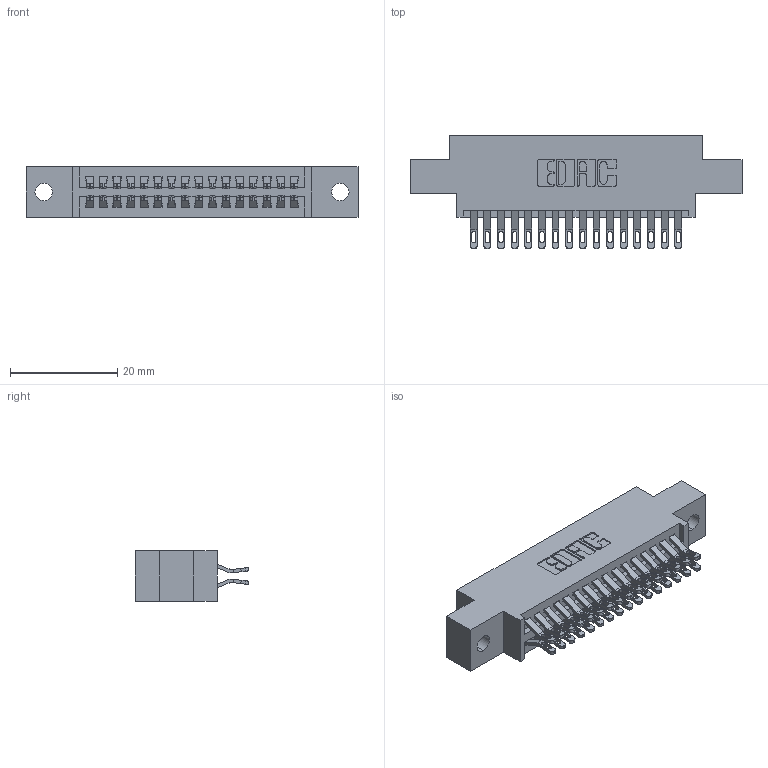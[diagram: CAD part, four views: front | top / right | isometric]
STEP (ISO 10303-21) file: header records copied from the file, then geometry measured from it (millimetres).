
FILE_DESCRIPTION (( 'STEP AP203' ), '1' );
FILE_NAME ('345-032-555-802.STEP', '2018-08-24T08:24:31', ( '' ), ( '' ), 'SwSTEP 2.0', 'SolidWorks 2016', '' );
FILE_SCHEMA (( 'CONFIG_CONTROL_DESIGN' ));
Length unit declared in the file: inch
Products named in the file (3): 345 Part_0.170 Offset - 0.128 Dia; 345-292-001_555 Tail; 345-032-555-802
Assembly tree (33 placements, depth 2):
  345-032-555-802
    345 Part_0.170 Offset - 0.128 Dia
    345-292-001_555 Tail  x32
Bounding box: 61.85 x 21.13 x 9.4 mm (x, y, z)
Volume: 5709.5 mm3; surface area: 8129.6 mm2
Topology: 33 solids, 33 shells, 1922 faces, 6017 edges, 4010 vertices
Faces by surface type: plane 1076, cylinder 846
Entity records: 16515 total; most frequent: CARTESIAN_POINT 2830, ORIENTED_EDGE 2734, DIRECTION 2495, EDGE_CURVE 1367, VECTOR 1151, LINE 1151, VERTEX_POINT 910, AXIS2_PLACEMENT_3D 672
